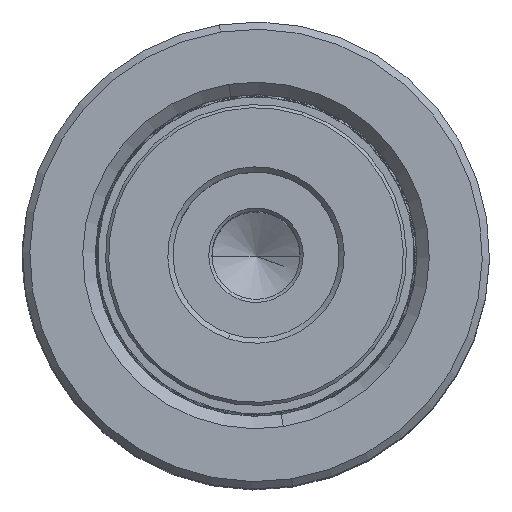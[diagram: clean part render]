
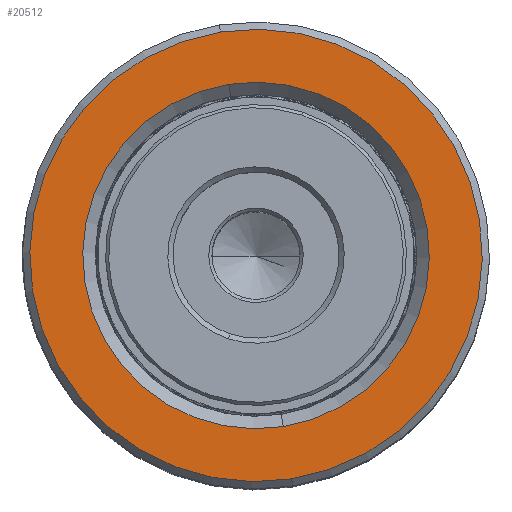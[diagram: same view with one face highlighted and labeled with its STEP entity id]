
A CAD part, top view. The second image highlights one B-rep face of the part: STEP entity #20512.
In plain terms, the highlighted planar face has unit normal (0, 0, 1).
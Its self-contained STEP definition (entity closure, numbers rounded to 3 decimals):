
#657 = AXIS2_PLACEMENT_3D ( 'NONE', #23003, #35311, #19362 ) ;
#1362 = CARTESIAN_POINT ( 'NONE',  ( -16.7, 0., 60. ) ) ;
#1374 = DIRECTION ( 'NONE',  ( 1., 0., 0. ) ) ;
#1459 = CARTESIAN_POINT ( 'NONE',  ( 0., 0., 60. ) ) ;
#1729 = CIRCLE ( 'NONE', #8658, 16.7 ) ;
#3114 = CARTESIAN_POINT ( 'NONE',  ( -21.8, 0., 60. ) ) ;
#5182 = DIRECTION ( 'NONE',  ( 0., 0., -1. ) ) ;
#5696 = CARTESIAN_POINT ( 'NONE',  ( 21.8, 0., 60. ) ) ;
#6113 = EDGE_CURVE ( 'NONE', #12578, #11380, #1729, .T. ) ;
#7875 = VERTEX_POINT ( 'NONE', #5696 ) ;
#8658 = AXIS2_PLACEMENT_3D ( 'NONE', #16773, #5182, #44072 ) ;
#9752 = AXIS2_PLACEMENT_3D ( 'NONE', #21155, #17203, #41062 ) ;
#10130 = AXIS2_PLACEMENT_3D ( 'NONE', #1459, #32878, #44751 ) ;
#11217 = ORIENTED_EDGE ( 'NONE', *, *, #19464, .T. ) ;
#11380 = VERTEX_POINT ( 'NONE', #1362 ) ;
#11852 = ORIENTED_EDGE ( 'NONE', *, *, #37343, .T. ) ;
#12578 = VERTEX_POINT ( 'NONE', #24416 ) ;
#16362 = EDGE_LOOP ( 'NONE', ( #44397, #21056 ) ) ;
#16773 = CARTESIAN_POINT ( 'NONE',  ( 0., 0., 60. ) ) ;
#17203 = DIRECTION ( 'NONE',  ( 0., 0., 1. ) ) ;
#18975 = EDGE_LOOP ( 'NONE', ( #11852, #11217 ) ) ;
#19141 = AXIS2_PLACEMENT_3D ( 'NONE', #32808, #28680, #1374 ) ;
#19362 = DIRECTION ( 'NONE',  ( 1., 0., 0. ) ) ;
#19464 = EDGE_CURVE ( 'NONE', #7875, #23882, #33130, .T. ) ;
#19607 = FACE_BOUND ( 'NONE', #16362, .T. ) ;
#20512 = ADVANCED_FACE ( 'NONE', ( #40486, #19607 ), #29114, .T. ) ;
#21056 = ORIENTED_EDGE ( 'NONE', *, *, #25896, .T. ) ;
#21155 = CARTESIAN_POINT ( 'NONE',  ( 0., 0., 60. ) ) ;
#21648 = CIRCLE ( 'NONE', #19141, 21.8 ) ;
#23003 = CARTESIAN_POINT ( 'NONE',  ( 0., 0., 60. ) ) ;
#23882 = VERTEX_POINT ( 'NONE', #3114 ) ;
#24416 = CARTESIAN_POINT ( 'NONE',  ( 16.7, 0., 60. ) ) ;
#25896 = EDGE_CURVE ( 'NONE', #11380, #12578, #41097, .T. ) ;
#28680 = DIRECTION ( 'NONE',  ( 0., 0., 1. ) ) ;
#29114 = PLANE ( 'NONE',  #10130 ) ;
#32808 = CARTESIAN_POINT ( 'NONE',  ( 0., 0., 60. ) ) ;
#32878 = DIRECTION ( 'NONE',  ( 0., 0., 1. ) ) ;
#33130 = CIRCLE ( 'NONE', #9752, 21.8 ) ;
#35311 = DIRECTION ( 'NONE',  ( 0., 0., -1. ) ) ;
#37343 = EDGE_CURVE ( 'NONE', #23882, #7875, #21648, .T. ) ;
#40486 = FACE_OUTER_BOUND ( 'NONE', #18975, .T. ) ;
#41062 = DIRECTION ( 'NONE',  ( 1., 0., 0. ) ) ;
#41097 = CIRCLE ( 'NONE', #657, 16.7 ) ;
#44072 = DIRECTION ( 'NONE',  ( 1., 0., 0. ) ) ;
#44397 = ORIENTED_EDGE ( 'NONE', *, *, #6113, .T. ) ;
#44751 = DIRECTION ( 'NONE',  ( 1., 0., 0. ) ) ;
